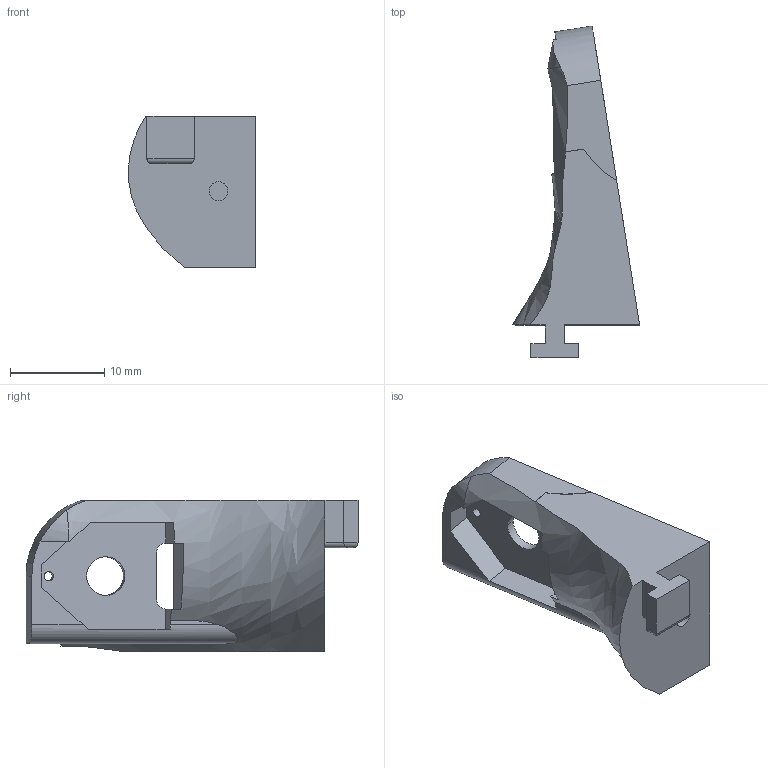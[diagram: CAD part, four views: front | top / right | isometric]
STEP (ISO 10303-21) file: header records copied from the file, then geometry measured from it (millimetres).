
FILE_DESCRIPTION (( 'STEP AP203' ), '1' );
FILE_NAME ('Thumb Screw Cap L.STEP', '2017-08-02T03:04:31', ( '' ), ( '' ), 'SwSTEP 2.0', 'SolidWorks 2016', '' );
FILE_SCHEMA (( 'CONFIG_CONTROL_DESIGN' ));
Length unit declared in the file: millimetre
Products named in the file (1): Thumb Screw Cap L
Bounding box: 13.46 x 35.18 x 16.02 mm (x, y, z)
Volume: 2420.5 mm3; surface area: 1879 mm2
Topology: 1 solids, 1 shells, 53 faces, 145 edges, 94 vertices
Faces by surface type: plane 33, cylinder 17, bspline 3
Entity records: 3504 total; most frequent: CARTESIAN_POINT 2130, ORIENTED_EDGE 290, DIRECTION 239, EDGE_CURVE 145, VERTEX_POINT 94, LINE 93, VECTOR 93, AXIS2_PLACEMENT_3D 73
